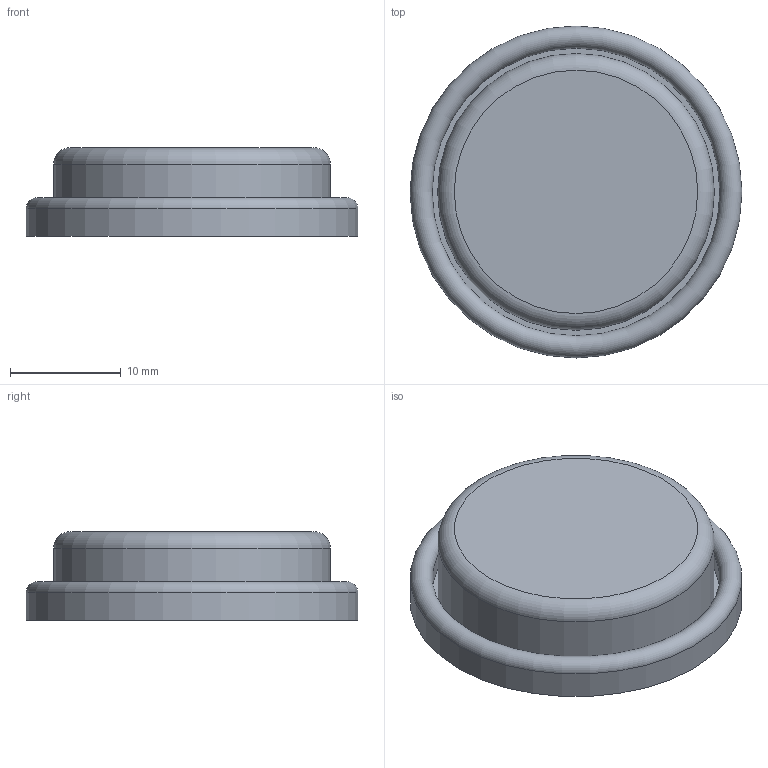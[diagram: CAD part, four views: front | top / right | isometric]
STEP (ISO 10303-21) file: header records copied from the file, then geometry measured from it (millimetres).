
FILE_DESCRIPTION(('FreeCAD Model'),'2;1');
FILE_NAME('Boton.step','2015-05-16T10:25:15',('Author'),(''), 'Open CASCADE STEP processor 6.8','FreeCAD','Unknown');
FILE_SCHEMA(('AUTOMOTIVE_DESIGN_CC2 { 1 2 10303 214 -1 1 5 4 }'));
Length unit declared in the file: millimetre
Products named in the file (1): Boton
Bounding box: 30 x 30 x 8 mm (x, y, z)
Volume: 4508.1 mm3; surface area: 2370.5 mm2
Topology: 1 solids, 1 shells, 8 faces, 12 edges, 7 vertices
Faces by surface type: plane 3, cylinder 3, torus 2
Full cylindrical faces by diameter (mm): 25 x1, 26 x1, 30 x1
Entity records: 358 total; most frequent: DIRECTION 63, CARTESIAN_POINT 52, ORIENTED_EDGE 24, PCURVE 24, DEFINITIONAL_REPRESENTATION 24, LINE 23, VECTOR 23, AXIS2_PLACEMENT_3D 18
